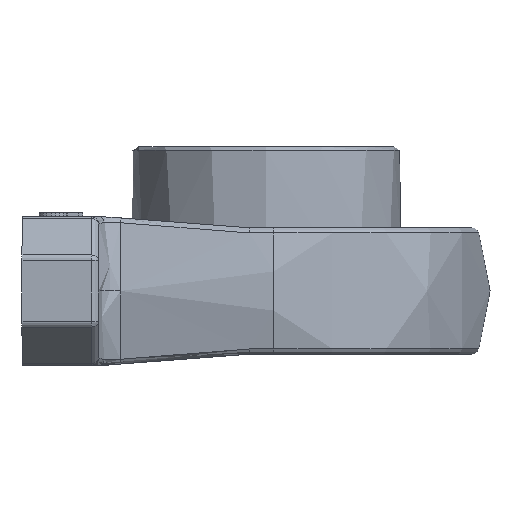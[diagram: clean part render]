
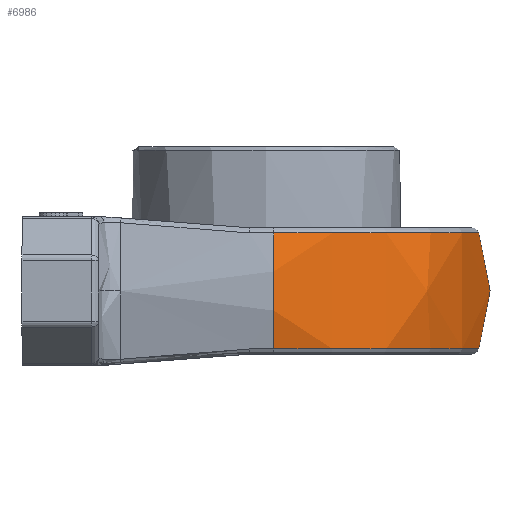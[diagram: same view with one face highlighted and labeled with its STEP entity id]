
A CAD part, left-side view. The second image highlights one B-rep face of the part: STEP entity #6986.
In plain terms, the highlighted free-form (B-spline) face has degree [2, 2] with [3, 5] control points.
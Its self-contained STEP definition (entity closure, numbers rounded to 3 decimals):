
#1498=(
BOUNDED_SURFACE()
B_SPLINE_SURFACE(2,2,((#12568,#12569,#12570,#12571,#12572),(#12573,#12574,
#12575,#12576,#12577),(#12578,#12579,#12580,#12581,#12582)),
 .UNSPECIFIED.,.F.,.F.,.F.)
B_SPLINE_SURFACE_WITH_KNOTS((3,3),(3,2,3),(-0.313,0.313),
(-3.107,-1.571,-0.035),.UNSPECIFIED.)
GEOMETRIC_REPRESENTATION_ITEM()
RATIONAL_B_SPLINE_SURFACE(((1.,0.719,1.,0.719,1.),
(0.951,0.684,0.951,0.684,
0.951),(1.,0.719,1.,0.719,1.)))
REPRESENTATION_ITEM($)
SURFACE()
);
#1840=FACE_OUTER_BOUND($,#2277,.T.);
#2277=EDGE_LOOP($,(#5030,#5031,#5032,#5033));
#2604=CIRCLE($,#7375,25.);
#2659=CIRCLE($,#7472,28.532);
#2662=CIRCLE($,#7475,25.);
#2663=CIRCLE($,#7476,28.532);
#3020=VERTEX_POINT($,#10670);
#3021=VERTEX_POINT($,#10672);
#3106=VERTEX_POINT($,#12563);
#3108=VERTEX_POINT($,#12583);
#3678=EDGE_CURVE($,#3020,#3021,#2604,.T.);
#3829=EDGE_CURVE($,#3020,#3106,#2659,.T.);
#3832=EDGE_CURVE($,#3106,#3108,#2662,.T.);
#3833=EDGE_CURVE($,#3021,#3108,#2663,.T.);
#5030=ORIENTED_EDGE($,*,*,#3678,.F.);
#5031=ORIENTED_EDGE($,*,*,#3829,.T.);
#5032=ORIENTED_EDGE($,*,*,#3832,.T.);
#5033=ORIENTED_EDGE($,*,*,#3833,.F.);
#6986=ADVANCED_FACE($,(#1840),#1498,.F.);
#7375=AXIS2_PLACEMENT_3D($,#10673,#8264,#8265);
#7472=AXIS2_PLACEMENT_3D($,#12564,#8496,#8497);
#7475=AXIS2_PLACEMENT_3D($,#12584,#8502,#8503);
#7476=AXIS2_PLACEMENT_3D($,#12585,#8504,#8505);
#8264=DIRECTION('center_axis',(-0.035,0.999,0.));
#8265=DIRECTION('ref_axis',(-0.951,-0.033,-0.308));
#8496=DIRECTION('center_axis',(0.,0.,1.));
#8497=DIRECTION('ref_axis',(-0.999,-0.035,0.));
#8502=DIRECTION('center_axis',(-0.035,-0.999,0.));
#8503=DIRECTION('ref_axis',(0.951,-0.033,-0.308));
#8504=DIRECTION('center_axis',(0.,0.,1.));
#8505=DIRECTION('ref_axis',(-0.999,-0.035,0.));
#10670=CARTESIAN_POINT('',(-28.515,-0.996,-7.408));
#10672=CARTESIAN_POINT('',(-28.515,-0.996,8.008));
#10673=CARTESIAN_POINT('Origin',(-4.747,-0.166,0.3));
#12563=CARTESIAN_POINT('',(28.515,-0.996,-7.408));
#12564=CARTESIAN_POINT('Origin',(0.,0.,-7.408));
#12568=CARTESIAN_POINT('Ctrl Pts',(28.515,-0.996,
8.008));
#12569=CARTESIAN_POINT('Ctrl Pts',(27.553,-28.532,8.008));
#12570=CARTESIAN_POINT('Ctrl Pts',(0.,-28.532,
8.008));
#12571=CARTESIAN_POINT('Ctrl Pts',(-27.553,-28.532,
8.008));
#12572=CARTESIAN_POINT('Ctrl Pts',(-28.515,-0.996,
8.008));
#12573=CARTESIAN_POINT('Ctrl Pts',(31.012,-1.083,0.3));
#12574=CARTESIAN_POINT('Ctrl Pts',(29.966,-31.03,0.3));
#12575=CARTESIAN_POINT('Ctrl Pts',(0.,-31.03,
0.3));
#12576=CARTESIAN_POINT('Ctrl Pts',(-29.966,-31.03,
0.3));
#12577=CARTESIAN_POINT('Ctrl Pts',(-31.012,-1.083,
0.3));
#12578=CARTESIAN_POINT('Ctrl Pts',(28.515,-0.996,
-7.408));
#12579=CARTESIAN_POINT('Ctrl Pts',(27.553,-28.532,-7.408));
#12580=CARTESIAN_POINT('Ctrl Pts',(0.,-28.532,
-7.408));
#12581=CARTESIAN_POINT('Ctrl Pts',(-27.553,-28.532,
-7.408));
#12582=CARTESIAN_POINT('Ctrl Pts',(-28.515,-0.996,
-7.408));
#12583=CARTESIAN_POINT('',(28.515,-0.996,8.008));
#12584=CARTESIAN_POINT('Origin',(4.747,-0.166,0.3));
#12585=CARTESIAN_POINT('Origin',(0.,0.,8.008));
